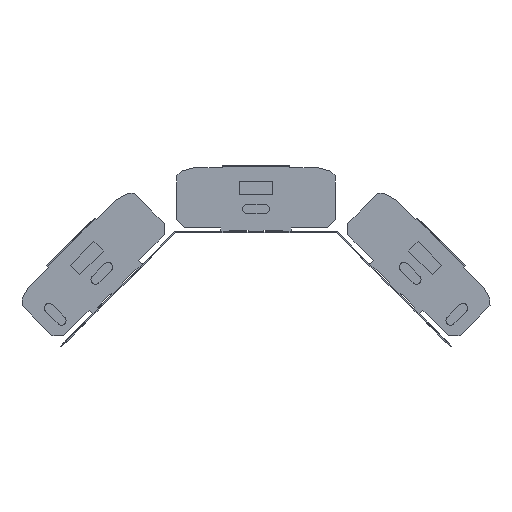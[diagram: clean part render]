
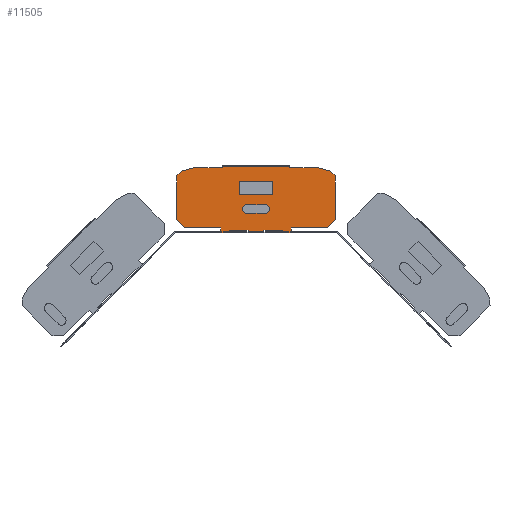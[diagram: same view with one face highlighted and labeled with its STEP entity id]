
A CAD part, left-side view. The second image highlights one B-rep face of the part: STEP entity #11505.
In plain terms, the highlighted planar face has unit normal (-1, 0, 0).
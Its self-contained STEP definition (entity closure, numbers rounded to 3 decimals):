
#75=FACE_OUTER_BOUND('',#533,.T.);
#533=EDGE_LOOP('',(#7797,#7798,#7799,#7800,#7801,#7802,#7803,#7804,#7805,
#7806,#7807,#7808,#7809,#7810,#7811,#7812,#7813,#7814,#7815,#7816,#7817,
#7818,#7819,#7820,#7821,#7822));
#1170=LINE('',#15759,#2922);
#1171=LINE('',#15761,#2923);
#1172=LINE('',#15763,#2924);
#1173=LINE('',#15765,#2925);
#1174=LINE('',#15767,#2926);
#1175=LINE('',#15769,#2927);
#1176=LINE('',#15771,#2928);
#1177=LINE('',#15773,#2929);
#1178=LINE('',#15775,#2930);
#1179=LINE('',#15777,#2931);
#1180=LINE('',#15779,#2932);
#1181=LINE('',#15781,#2933);
#1182=LINE('',#15783,#2934);
#1183=LINE('',#15785,#2935);
#1184=LINE('',#15787,#2936);
#1185=LINE('',#15789,#2937);
#1186=LINE('',#15791,#2938);
#1187=LINE('',#15793,#2939);
#1188=LINE('',#15795,#2940);
#1189=LINE('',#15797,#2941);
#1190=LINE('',#15799,#2942);
#1191=LINE('',#15801,#2943);
#1192=LINE('',#15803,#2944);
#1193=LINE('',#15805,#2945);
#1194=LINE('',#15807,#2946);
#1195=LINE('',#15808,#2947);
#2922=VECTOR('',#12817,1.);
#2923=VECTOR('',#12818,1.);
#2924=VECTOR('',#12819,1.);
#2925=VECTOR('',#12820,1.);
#2926=VECTOR('',#12821,1.);
#2927=VECTOR('',#12822,1.);
#2928=VECTOR('',#12823,1.);
#2929=VECTOR('',#12824,1.);
#2930=VECTOR('',#12825,1.);
#2931=VECTOR('',#12826,1.);
#2932=VECTOR('',#12827,1.);
#2933=VECTOR('',#12828,1.);
#2934=VECTOR('',#12829,1.);
#2935=VECTOR('',#12830,1.);
#2936=VECTOR('',#12831,1.);
#2937=VECTOR('',#12832,1.);
#2938=VECTOR('',#12833,1.);
#2939=VECTOR('',#12834,1.);
#2940=VECTOR('',#12835,1.);
#2941=VECTOR('',#12836,1.);
#2942=VECTOR('',#12837,1.);
#2943=VECTOR('',#12838,1.);
#2944=VECTOR('',#12839,1.);
#2945=VECTOR('',#12840,1.);
#2946=VECTOR('',#12841,1.);
#2947=VECTOR('',#12842,1.);
#4743=VERTEX_POINT('',#15757);
#4744=VERTEX_POINT('',#15758);
#4745=VERTEX_POINT('',#15760);
#4746=VERTEX_POINT('',#15762);
#4747=VERTEX_POINT('',#15764);
#4748=VERTEX_POINT('',#15766);
#4749=VERTEX_POINT('',#15768);
#4750=VERTEX_POINT('',#15770);
#4751=VERTEX_POINT('',#15772);
#4752=VERTEX_POINT('',#15774);
#4753=VERTEX_POINT('',#15776);
#4754=VERTEX_POINT('',#15778);
#4755=VERTEX_POINT('',#15780);
#4756=VERTEX_POINT('',#15782);
#4757=VERTEX_POINT('',#15784);
#4758=VERTEX_POINT('',#15786);
#4759=VERTEX_POINT('',#15788);
#4760=VERTEX_POINT('',#15790);
#4761=VERTEX_POINT('',#15792);
#4762=VERTEX_POINT('',#15794);
#4763=VERTEX_POINT('',#15796);
#4764=VERTEX_POINT('',#15798);
#4765=VERTEX_POINT('',#15800);
#4766=VERTEX_POINT('',#15802);
#4767=VERTEX_POINT('',#15804);
#4768=VERTEX_POINT('',#15806);
#5994=EDGE_CURVE('',#4743,#4744,#1170,.T.);
#5995=EDGE_CURVE('',#4745,#4744,#1171,.T.);
#5996=EDGE_CURVE('',#4746,#4745,#1172,.T.);
#5997=EDGE_CURVE('',#4747,#4746,#1173,.T.);
#5998=EDGE_CURVE('',#4748,#4747,#1174,.T.);
#5999=EDGE_CURVE('',#4749,#4748,#1175,.T.);
#6000=EDGE_CURVE('',#4749,#4750,#1176,.T.);
#6001=EDGE_CURVE('',#4750,#4751,#1177,.T.);
#6002=EDGE_CURVE('',#4751,#4752,#1178,.T.);
#6003=EDGE_CURVE('',#4753,#4752,#1179,.T.);
#6004=EDGE_CURVE('',#4753,#4754,#1180,.T.);
#6005=EDGE_CURVE('',#4754,#4755,#1181,.T.);
#6006=EDGE_CURVE('',#4755,#4756,#1182,.T.);
#6007=EDGE_CURVE('',#4756,#4757,#1183,.T.);
#6008=EDGE_CURVE('',#4757,#4758,#1184,.T.);
#6009=EDGE_CURVE('',#4758,#4759,#1185,.T.);
#6010=EDGE_CURVE('',#4760,#4759,#1186,.T.);
#6011=EDGE_CURVE('',#4761,#4760,#1187,.T.);
#6012=EDGE_CURVE('',#4762,#4761,#1188,.T.);
#6013=EDGE_CURVE('',#4763,#4762,#1189,.T.);
#6014=EDGE_CURVE('',#4764,#4763,#1190,.T.);
#6015=EDGE_CURVE('',#4765,#4764,#1191,.T.);
#6016=EDGE_CURVE('',#4766,#4765,#1192,.T.);
#6017=EDGE_CURVE('',#4767,#4766,#1193,.T.);
#6018=EDGE_CURVE('',#4768,#4767,#1194,.T.);
#6019=EDGE_CURVE('',#4743,#4768,#1195,.T.);
#7797=ORIENTED_EDGE('',*,*,#5994,.T.);
#7798=ORIENTED_EDGE('',*,*,#5995,.F.);
#7799=ORIENTED_EDGE('',*,*,#5996,.F.);
#7800=ORIENTED_EDGE('',*,*,#5997,.F.);
#7801=ORIENTED_EDGE('',*,*,#5998,.F.);
#7802=ORIENTED_EDGE('',*,*,#5999,.F.);
#7803=ORIENTED_EDGE('',*,*,#6000,.T.);
#7804=ORIENTED_EDGE('',*,*,#6001,.T.);
#7805=ORIENTED_EDGE('',*,*,#6002,.T.);
#7806=ORIENTED_EDGE('',*,*,#6003,.F.);
#7807=ORIENTED_EDGE('',*,*,#6004,.T.);
#7808=ORIENTED_EDGE('',*,*,#6005,.T.);
#7809=ORIENTED_EDGE('',*,*,#6006,.T.);
#7810=ORIENTED_EDGE('',*,*,#6007,.T.);
#7811=ORIENTED_EDGE('',*,*,#6008,.T.);
#7812=ORIENTED_EDGE('',*,*,#6009,.T.);
#7813=ORIENTED_EDGE('',*,*,#6010,.F.);
#7814=ORIENTED_EDGE('',*,*,#6011,.F.);
#7815=ORIENTED_EDGE('',*,*,#6012,.F.);
#7816=ORIENTED_EDGE('',*,*,#6013,.F.);
#7817=ORIENTED_EDGE('',*,*,#6014,.F.);
#7818=ORIENTED_EDGE('',*,*,#6015,.F.);
#7819=ORIENTED_EDGE('',*,*,#6016,.F.);
#7820=ORIENTED_EDGE('',*,*,#6017,.F.);
#7821=ORIENTED_EDGE('',*,*,#6018,.F.);
#7822=ORIENTED_EDGE('',*,*,#6019,.F.);
#11047=PLANE('',#12060);
#11505=ADVANCED_FACE('',(#75),#11047,.F.);
#12060=AXIS2_PLACEMENT_3D('',#15756,#12815,#12816);
#12815=DIRECTION('center_axis',(1.,0.,0.));
#12816=DIRECTION('ref_axis',(0.,1.,0.));
#12817=DIRECTION('',(0.,0.,1.));
#12818=DIRECTION('',(0.,1.,0.));
#12819=DIRECTION('',(0.,0.707,-0.707));
#12820=DIRECTION('',(0.,0.,-1.));
#12821=DIRECTION('',(0.,-0.707,-0.707));
#12822=DIRECTION('',(0.,-0.966,-0.259));
#12823=DIRECTION('',(0.,1.,0.));
#12824=DIRECTION('',(0.,0.,1.));
#12825=DIRECTION('',(0.,1.,0.));
#12826=DIRECTION('',(0.,0.,1.));
#12827=DIRECTION('',(0.,1.,0.));
#12828=DIRECTION('',(0.,0.966,-0.259));
#12829=DIRECTION('',(0.,0.707,-0.707));
#12830=DIRECTION('',(0.,0.,-1.));
#12831=DIRECTION('',(0.,-0.707,-0.707));
#12832=DIRECTION('',(0.,-1.,0.));
#12833=DIRECTION('',(0.,0.,1.));
#12834=DIRECTION('',(0.,1.,0.));
#12835=DIRECTION('',(0.,0.,-1.));
#12836=DIRECTION('',(0.,1.,0.));
#12837=DIRECTION('',(0.,0.,1.));
#12838=DIRECTION('',(0.,1.,0.));
#12839=DIRECTION('',(0.,0.,-1.));
#12840=DIRECTION('',(0.,1.,0.));
#12841=DIRECTION('',(0.,0.,1.));
#12842=DIRECTION('',(0.,1.,0.));
#15756=CARTESIAN_POINT('Origin',(5.914,26.604,48.095));
#15757=CARTESIAN_POINT('',(5.914,25.704,0.));
#15758=CARTESIAN_POINT('',(5.914,25.704,3.695));
#15759=CARTESIAN_POINT('',(5.914,25.704,2.748));
#15760=CARTESIAN_POINT('',(5.914,-1.096,3.695));
#15761=CARTESIAN_POINT('',(5.914,12.304,3.695));
#15762=CARTESIAN_POINT('',(5.914,-7.096,9.695));
#15763=CARTESIAN_POINT('',(5.914,-4.096,6.695));
#15764=CARTESIAN_POINT('',(5.914,-7.096,42.104));
#15765=CARTESIAN_POINT('',(5.914,-7.096,25.899));
#15766=CARTESIAN_POINT('',(5.914,-3.561,45.639));
#15767=CARTESIAN_POINT('',(5.914,-5.329,43.872));
#15768=CARTESIAN_POINT('',(5.914,5.604,48.095));
#15769=CARTESIAN_POINT('',(5.914,1.021,46.867));
#15770=CARTESIAN_POINT('',(5.914,26.604,48.095));
#15771=CARTESIAN_POINT('',(5.914,16.104,48.095));
#15772=CARTESIAN_POINT('',(5.914,26.604,50.095));
#15773=CARTESIAN_POINT('',(5.914,26.604,48.195));
#15774=CARTESIAN_POINT('',(5.914,76.604,50.095));
#15775=CARTESIAN_POINT('',(5.914,39.104,50.095));
#15776=CARTESIAN_POINT('',(5.914,76.604,48.095));
#15777=CARTESIAN_POINT('',(5.914,76.604,48.195));
#15778=CARTESIAN_POINT('',(5.914,97.604,48.095));
#15779=CARTESIAN_POINT('',(5.914,87.104,48.095));
#15780=CARTESIAN_POINT('',(5.914,106.768,45.639));
#15781=CARTESIAN_POINT('',(5.914,102.186,46.867));
#15782=CARTESIAN_POINT('',(5.914,110.304,42.104));
#15783=CARTESIAN_POINT('',(5.914,108.536,43.872));
#15784=CARTESIAN_POINT('',(5.914,110.304,9.695));
#15785=CARTESIAN_POINT('',(5.914,110.304,25.899));
#15786=CARTESIAN_POINT('',(5.914,104.304,3.695));
#15787=CARTESIAN_POINT('',(5.914,107.304,6.695));
#15788=CARTESIAN_POINT('',(5.914,77.504,3.695));
#15789=CARTESIAN_POINT('',(5.914,90.904,3.695));
#15790=CARTESIAN_POINT('',(5.914,77.504,0.));
#15791=CARTESIAN_POINT('',(5.914,77.504,2.748));
#15792=CARTESIAN_POINT('',(5.914,71.504,0.));
#15793=CARTESIAN_POINT('',(5.914,-20.596,0.));
#15794=CARTESIAN_POINT('',(5.914,71.504,1.793));
#15795=CARTESIAN_POINT('',(5.914,71.504,24.944));
#15796=CARTESIAN_POINT('',(5.914,57.504,1.793));
#15797=CARTESIAN_POINT('',(5.914,32.654,1.793));
#15798=CARTESIAN_POINT('',(5.914,57.504,0.));
#15799=CARTESIAN_POINT('',(5.914,57.504,24.944));
#15800=CARTESIAN_POINT('',(5.914,45.704,0.));
#15801=CARTESIAN_POINT('',(5.914,-20.596,0.));
#15802=CARTESIAN_POINT('',(5.914,45.704,1.793));
#15803=CARTESIAN_POINT('',(5.914,45.704,24.944));
#15804=CARTESIAN_POINT('',(5.914,31.704,1.793));
#15805=CARTESIAN_POINT('',(5.914,32.654,1.793));
#15806=CARTESIAN_POINT('',(5.914,31.704,0.));
#15807=CARTESIAN_POINT('',(5.914,31.704,24.944));
#15808=CARTESIAN_POINT('',(5.914,-20.596,0.));
